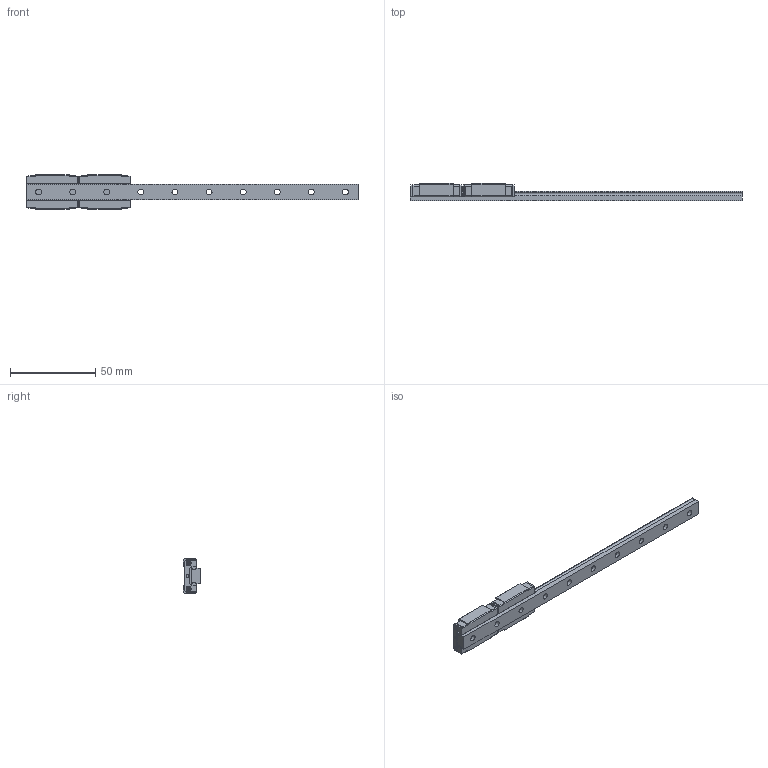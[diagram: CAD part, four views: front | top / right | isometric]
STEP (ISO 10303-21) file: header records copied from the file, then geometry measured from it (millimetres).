
FILE_DESCRIPTION( ( 'STEP AP203' ), '1' );
FILE_NAME( 'RSR9KM21957_50030_800_2_03.stp', ' ', ( ' ' ), ( ' ' ), 'PSStep 15.0.47', 'PARTsolutions', ' ' );
FILE_SCHEMA( ( 'CONFIG_CONTROL_DESIGN' ) );
Length unit declared in the file: millimetre
Products named in the file (4): RSR9KM21957.50030.800; HI_RSR9KM1957.52 Track; HI_RSR9KM3Slide; HI_RSR-_grease_nipple_joint
Assembly tree (5 placements, depth 2):
  RSR9KM21957.50030.800
    HI_RSR9KM1957.52 Track
    HI_RSR9KM3Slide  x2
    HI_RSR-_grease_nipple_joint  x2
Bounding box: 195 x 10 x 20 mm (x, y, z)
Volume: 14879.7 mm3; surface area: 11171.3 mm2
Topology: 3 solids, 3 shells, 378 faces, 1010 edges, 670 vertices
Faces by surface type: plane 236, cylinder 118, cone 16, torus 8
Full cylindrical faces by diameter (mm): 1.5 x4, 2.459 x8, 3 x8, 3.5 x10, 6 x10
Entity records: 6389 total; most frequent: DIRECTION 1080, CARTESIAN_POINT 1077, ORIENTED_EDGE 1000, EDGE_CURVE 500, AXIS2_PLACEMENT_3D 364, VERTEX_POINT 360, LINE 352, VECTOR 352
